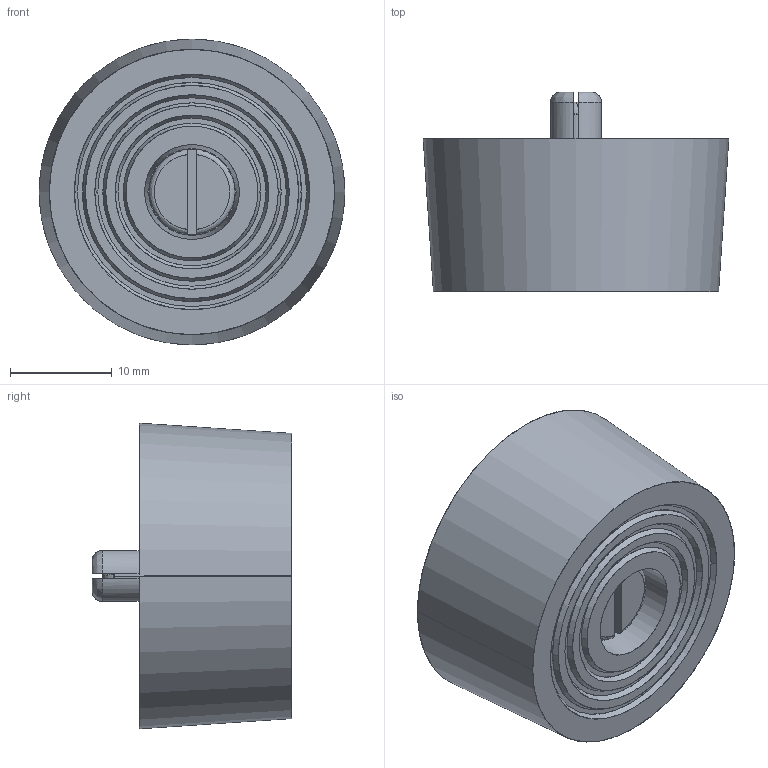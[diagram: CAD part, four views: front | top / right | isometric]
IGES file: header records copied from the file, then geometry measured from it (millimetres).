
Start section: SolidWorks IGES file using analytic representation for surfaces
Global section: file name: CP-30N-FF-15A.IGS,15; native system: HSolidWorks 2018; preprocessor: SolidWorks 2018; author: 0849sm; date: 210226.160525; units: millimetre
Bounding box: 30 x 19.6 x 30 mm (x, y, z)
Surface area: 5847.8 mm2 (no closed solid volume)
Topology: 0 solids, 0 shells, 121 faces, 1860 edges, 1857 vertices
Faces by surface type: bspline 75, revolution 46
